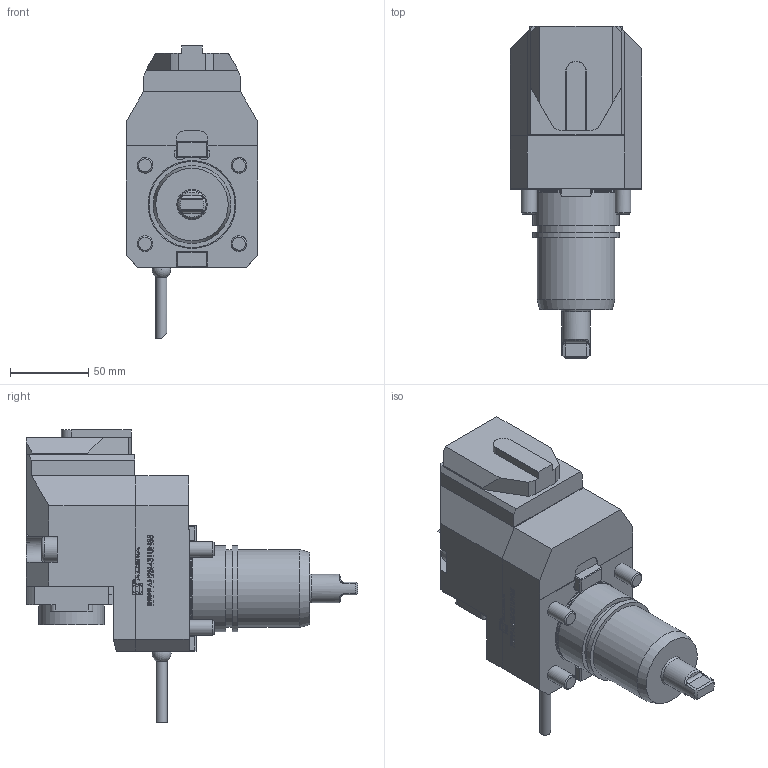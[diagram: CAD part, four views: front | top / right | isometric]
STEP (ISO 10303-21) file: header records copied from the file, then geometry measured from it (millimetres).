
FILE_DESCRIPTION (( 'STEP AP214' ), '1' );
FILE_NAME ('RRPPAH25I431UN55.STEP', '2025-09-30T08:43:20', ( '' ), ( '' ), 'SwSTEP 2.0', 'SolidWorks 2023', '' );
FILE_SCHEMA (( 'AUTOMOTIVE_DESIGN' ));
Length unit declared in the file: millimetre
Products named in the file (1): RRPPAH25I431UN55
Bounding box: 84 x 211.8 x 187 mm (x, y, z)
Volume: 1070467 mm3; surface area: 83110.7 mm2
Topology: 2 solids, 3 shells, 569 faces, 1507 edges, 994 vertices
Faces by surface type: plane 382, cylinder 84, bspline 82, cone 16, torus 4, sphere 1
Full cylindrical faces by diameter (mm): 1.7 x1, 4 x2, 6.366 x1, 7 x1, 8.566 x1, 10 x4, 12 x1, 16 x2, 18 x1, 42 x1, 49.7 x2, 54.6 x1, 55 x2
Entity records: 25875 total; most frequent: CARTESIAN_POINT 8938, ORIENTED_EDGE 2908, DIRECTION 2367, EDGE_CURVE 1454, VECTOR 1063, LINE 1063, VERTEX_POINT 975, EDGE_LOOP 653
